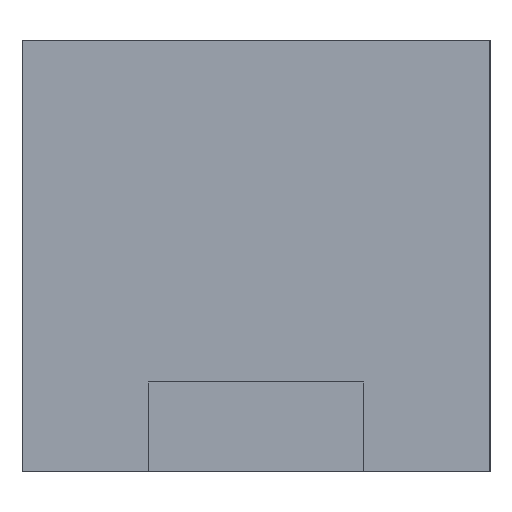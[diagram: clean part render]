
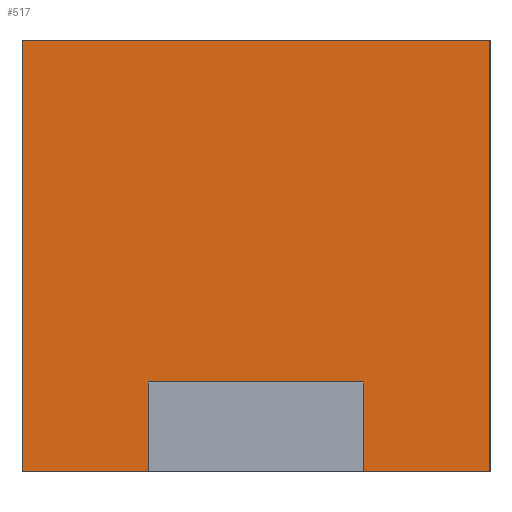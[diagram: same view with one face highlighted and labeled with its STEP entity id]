
A CAD part, left-side view. The second image highlights one B-rep face of the part: STEP entity #517.
In plain terms, the highlighted planar face has unit normal (-1, 0, 0).
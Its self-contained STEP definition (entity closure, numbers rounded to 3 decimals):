
#51=PLANE('',#566);
#80=FACE_OUTER_BOUND('',#115,.T.);
#115=EDGE_LOOP('',(#476,#477,#478,#479));
#161=LINE('',#801,#223);
#173=LINE('',#825,#235);
#178=LINE('',#834,#240);
#179=LINE('',#836,#241);
#223=VECTOR('',#661,10.);
#235=VECTOR('',#683,10.);
#240=VECTOR('',#692,10.);
#241=VECTOR('',#695,10.);
#279=VERTEX_POINT('',#798);
#280=VERTEX_POINT('',#800);
#287=VERTEX_POINT('',#823);
#289=VERTEX_POINT('',#832);
#337=EDGE_CURVE('',#279,#280,#161,.T.);
#349=EDGE_CURVE('',#287,#279,#173,.T.);
#354=EDGE_CURVE('',#289,#280,#178,.T.);
#355=EDGE_CURVE('',#287,#289,#179,.T.);
#476=ORIENTED_EDGE('',*,*,#355,.T.);
#477=ORIENTED_EDGE('',*,*,#354,.T.);
#478=ORIENTED_EDGE('',*,*,#337,.F.);
#479=ORIENTED_EDGE('',*,*,#349,.F.);
#517=ADVANCED_FACE('',(#80),#51,.T.);
#566=AXIS2_PLACEMENT_3D('',#835,#693,#694);
#661=DIRECTION('',(0.,-1.,0.));
#683=DIRECTION('',(0.,0.,1.));
#692=DIRECTION('',(0.,0.,1.));
#693=DIRECTION('center_axis',(-1.,0.,0.));
#694=DIRECTION('ref_axis',(0.,-1.,0.));
#695=DIRECTION('',(0.,-1.,0.));
#798=CARTESIAN_POINT('',(-1.,12.,12.));
#800=CARTESIAN_POINT('',(-1.,-1.,12.));
#801=CARTESIAN_POINT('',(-1.,12.,12.));
#823=CARTESIAN_POINT('',(-1.,12.,0.));
#825=CARTESIAN_POINT('',(-1.,12.,0.));
#832=CARTESIAN_POINT('',(-1.,-1.,0.));
#834=CARTESIAN_POINT('',(-1.,-1.,0.));
#835=CARTESIAN_POINT('Origin',(-1.,12.,0.));
#836=CARTESIAN_POINT('',(-1.,12.,0.));
